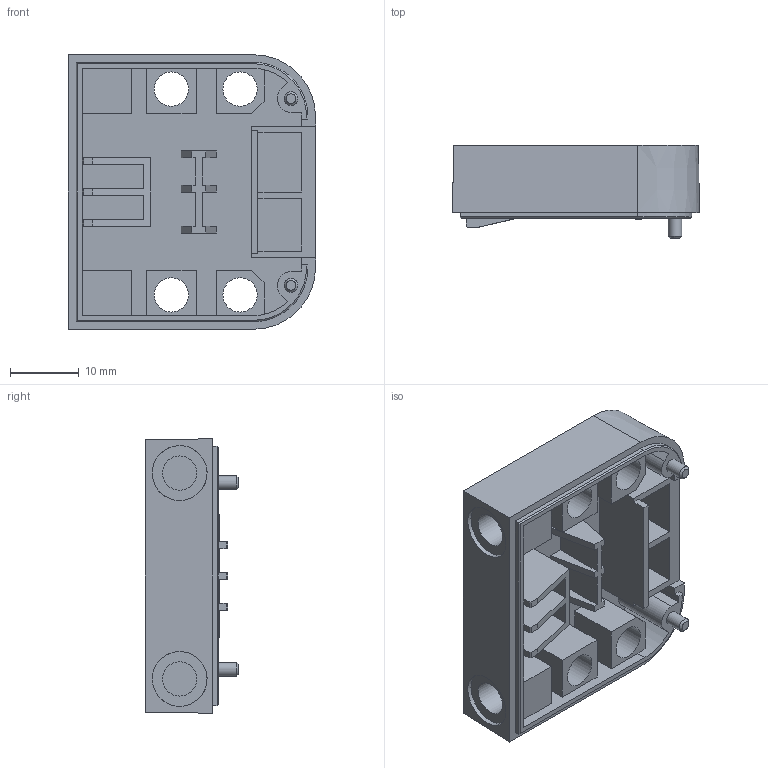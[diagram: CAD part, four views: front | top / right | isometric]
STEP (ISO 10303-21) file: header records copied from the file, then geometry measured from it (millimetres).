
FILE_DESCRIPTION(/* description */ (''),/* implementation_level */ '2;1');
FILE_NAME(/* name */ 'BUCA_2.stp',/* time_stamp */ '2019-06-07T13:31:23+02:00',/* author */ ('Varga Daniel'),/* organization */ (''),/* preprocessor_version */ 'ST-DEVELOPER v18',/* originating_system */ 'Autodesk Inventor 2020',/* authorisation */ '');
FILE_SCHEMA (('AUTOMOTIVE_DESIGN { 1 0 10303 214 3 1 1 }'));
Length unit declared in the file: millimetre
Products named in the file (1): BUCA_2
Bounding box: 36 x 13.6 x 40 mm (x, y, z)
Volume: 6436.7 mm3; surface area: 8055.8 mm2
Topology: 1 solids, 1 shells, 152 faces, 420 edges, 279 vertices
Faces by surface type: plane 124, cylinder 22, cone 6
Full cylindrical faces by diameter (mm): 2 x2, 5 x6, 8 x6
Entity records: 4881 total; most frequent: CARTESIAN_POINT 852, ORIENTED_EDGE 840, DIRECTION 793, EDGE_CURVE 420, LINE 353, VECTOR 353, VERTEX_POINT 279, AXIS2_PLACEMENT_3D 220
